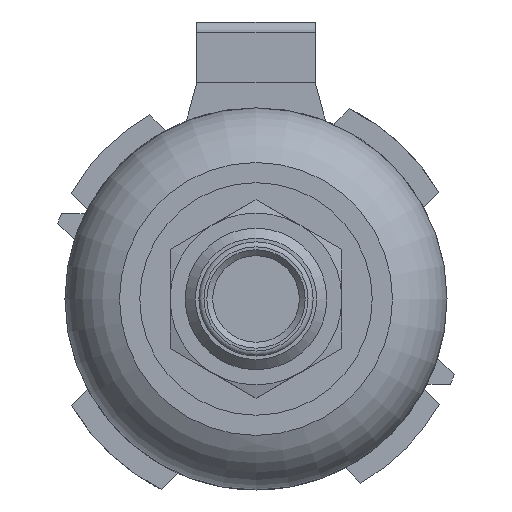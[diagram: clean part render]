
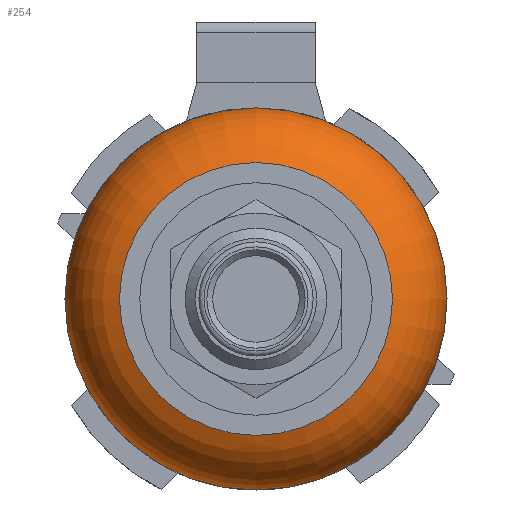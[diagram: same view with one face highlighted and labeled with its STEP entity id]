
A CAD part, front view. The second image highlights one B-rep face of the part: STEP entity #254.
In plain terms, the highlighted toroidal (fillet/blend) face has major radius 10.9 mm and minor radius 8 mm.
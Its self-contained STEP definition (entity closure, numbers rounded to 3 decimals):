
#254 = ADVANCED_FACE( '', ( #495, #496 ), #497, .T. );
#495 = FACE_OUTER_BOUND( '', #890, .T. );
#496 = FACE_OUTER_BOUND( '', #891, .T. );
#497 = TOROIDAL_SURFACE( '', #892, 10.9, 8. );
#890 = EDGE_LOOP( '', ( #1509 ) );
#891 = EDGE_LOOP( '', ( #1510 ) );
#892 = AXIS2_PLACEMENT_3D( '', #1511, #1512, #1513 );
#1509 = ORIENTED_EDGE( '', *, *, #2696, .T. );
#1510 = ORIENTED_EDGE( '', *, *, #2695, .F. );
#1511 = CARTESIAN_POINT( '', ( 0., 16., 0. ) );
#1512 = DIRECTION( '', ( 0., -1., 0. ) );
#1513 = DIRECTION( '', ( 0., 0., -1. ) );
#2695 = EDGE_CURVE( '', #3221, #3221, #3222, .T. );
#2696 = EDGE_CURVE( '', #3223, #3223, #3224, .T. );
#3221 = VERTEX_POINT( '', #4057 );
#3222 = CIRCLE( '', #4058, 13.5 );
#3223 = VERTEX_POINT( '', #4059 );
#3224 = CIRCLE( '', #4060, 18.9 );
#4057 = CARTESIAN_POINT( '', ( 0., 8.434, -13.5 ) );
#4058 = AXIS2_PLACEMENT_3D( '', #5200, #5201, #5202 );
#4059 = CARTESIAN_POINT( '', ( 0., 16., -18.9 ) );
#4060 = AXIS2_PLACEMENT_3D( '', #5203, #5204, #5205 );
#5200 = CARTESIAN_POINT( '', ( 0., 8.434, 0. ) );
#5201 = DIRECTION( '', ( 0., -1., 0. ) );
#5202 = DIRECTION( '', ( 0., 0., -1. ) );
#5203 = CARTESIAN_POINT( '', ( 0., 16., 0. ) );
#5204 = DIRECTION( '', ( 0., -1., 0. ) );
#5205 = DIRECTION( '', ( 0., 0., -1. ) );
